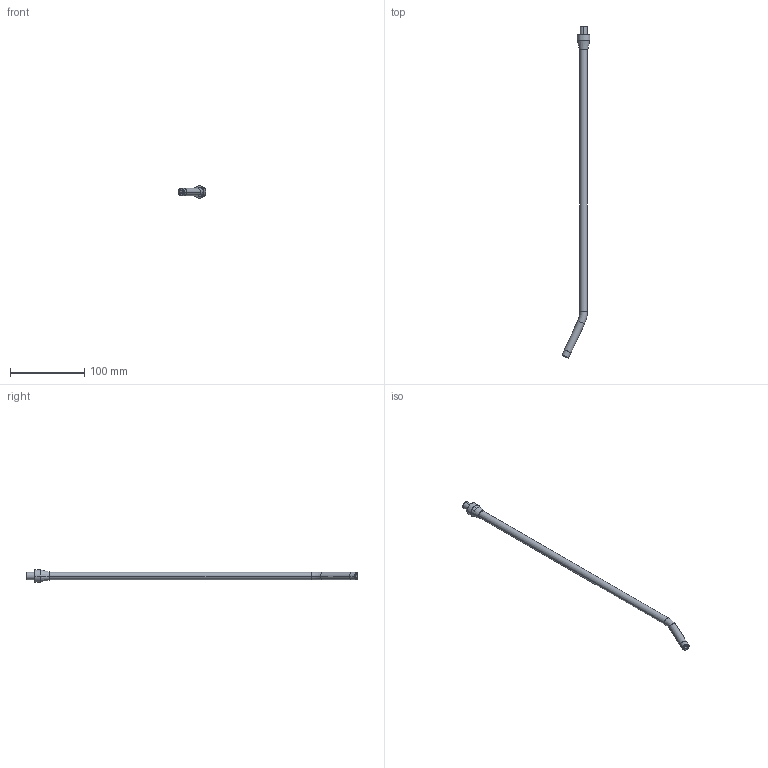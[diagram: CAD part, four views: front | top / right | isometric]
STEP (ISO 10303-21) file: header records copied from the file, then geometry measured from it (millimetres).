
FILE_DESCRIPTION((''),'2;1');
FILE_NAME('35486-00_00_SW0001','2025-12-04T12:56:53',('julian.egg'),(''),'CREO PARAMETRIC BY PTC INC, 2025323','CREO PARAMETRIC BY PTC INC, 2025323','');
FILE_SCHEMA(('CONFIG_CONTROL_DESIGN'));
Length unit declared in the file: millimetre
Products named in the file (1): 35486-00_00_SW0001
Bounding box: 37.47 x 446.81 x 17 mm (x, y, z)
Volume: 28315.2 mm3; surface area: 22863.9 mm2
Topology: 1 solids, 1 shells, 65 faces, 130 edges, 72 vertices
Faces by surface type: cylinder 24, torus 20, cone 14, plane 7
Entity records: 1726 total; most frequent: DIRECTION 352, CARTESIAN_POINT 267, ORIENTED_EDGE 260, AXIS2_PLACEMENT_3D 157, EDGE_CURVE 130, CIRCLE 92, VERTEX_POINT 72, EDGE_LOOP 72
